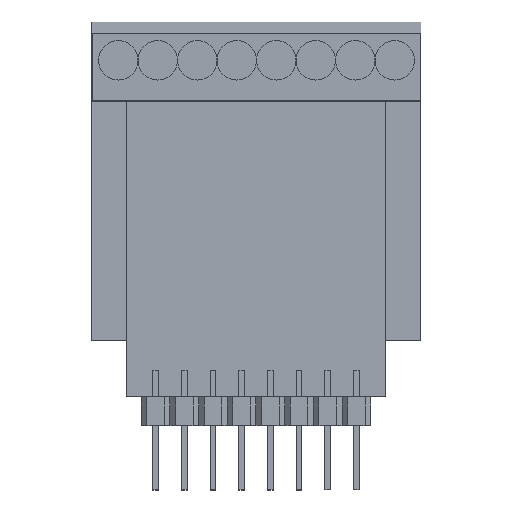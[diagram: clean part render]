
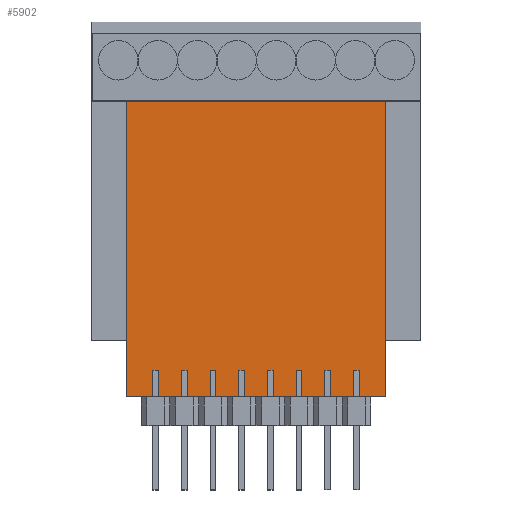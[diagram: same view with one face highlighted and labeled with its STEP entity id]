
A CAD part, top view. The second image highlights one B-rep face of the part: STEP entity #5902.
In plain terms, the highlighted planar face has unit normal (0, 0, 1).
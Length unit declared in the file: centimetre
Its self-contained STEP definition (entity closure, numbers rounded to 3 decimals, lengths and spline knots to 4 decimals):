
#474=VERTEX_POINT('',#7693);
#475=VERTEX_POINT('',#7695);
#485=VERTEX_POINT('',#7720);
#486=VERTEX_POINT('',#7722);
#489=VERTEX_POINT('',#7730);
#490=VERTEX_POINT('',#7736);
#491=VERTEX_POINT('',#7739);
#492=VERTEX_POINT('',#7741);
#1037=VECTOR('',#6575,1.);
#1050=VECTOR('',#6591,1.);
#1054=VECTOR('',#6596,1.);
#1057=VECTOR('',#6601,1.);
#1058=VECTOR('',#6602,1.);
#1059=VECTOR('',#6603,1.);
#1060=VECTOR('',#6604,1.);
#1061=VECTOR('',#6605,1.);
#1775=LINE('',#7694,#1037);
#1788=LINE('',#7721,#1050);
#1792=LINE('',#7729,#1054);
#1795=LINE('',#7735,#1057);
#1796=LINE('',#7737,#1058);
#1797=LINE('',#7738,#1059);
#1798=LINE('',#7740,#1060);
#1799=LINE('',#7742,#1061);
#2513=EDGE_CURVE('',#474,#475,#1775,.T.);
#2526=EDGE_CURVE('',#485,#486,#1788,.T.);
#2530=EDGE_CURVE('',#489,#475,#1792,.T.);
#2533=EDGE_CURVE('',#490,#489,#1795,.T.);
#2534=EDGE_CURVE('',#486,#474,#1796,.T.);
#2535=EDGE_CURVE('',#485,#491,#1797,.T.);
#2536=EDGE_CURVE('',#491,#492,#1798,.T.);
#2537=EDGE_CURVE('',#490,#492,#1799,.T.);
#3391=ORIENTED_EDGE('',*,*,#2533,.T.);
#3392=ORIENTED_EDGE('',*,*,#2530,.T.);
#3393=ORIENTED_EDGE('',*,*,#2513,.F.);
#3394=ORIENTED_EDGE('',*,*,#2534,.F.);
#3395=ORIENTED_EDGE('',*,*,#2526,.F.);
#3396=ORIENTED_EDGE('',*,*,#2535,.T.);
#3397=ORIENTED_EDGE('',*,*,#2536,.T.);
#3398=ORIENTED_EDGE('',*,*,#2537,.F.);
#5062=EDGE_LOOP('',(#3391,#3392,#3393,#3394,#3395,#3396,#3397,#3398));
#5482=FACE_BOUND('',#5062,.T.);
#5902=ADVANCED_FACE('',(#5482),#9292,.T.);
#6251=AXIS2_PLACEMENT_3D('',#7734,#6600,$);
#6575=DIRECTION('',(0.,-1.,0.));
#6591=DIRECTION('',(0.,1.,0.));
#6596=DIRECTION('',(1.,0.,0.));
#6600=DIRECTION('',(0.,0.,1.));
#6601=DIRECTION('',(0.,1.,0.));
#6602=DIRECTION('',(1.,0.,0.));
#6603=DIRECTION('',(1.,0.,0.));
#6604=DIRECTION('',(0.,-1.,0.));
#6605=DIRECTION('',(-1.,0.,0.));
#7693=CARTESIAN_POINT('',(1.46,3.32,0.0794));
#7694=CARTESIAN_POINT('',(1.46,0.,0.0794));
#7695=CARTESIAN_POINT('',(1.46,2.62,0.0794));
#7720=CARTESIAN_POINT('',(-1.46,2.62,0.0794));
#7721=CARTESIAN_POINT('',(-1.46,3.32,0.0794));
#7722=CARTESIAN_POINT('',(-1.46,3.32,0.0794));
#7729=CARTESIAN_POINT('',(0.6508,2.62,0.0794));
#7730=CARTESIAN_POINT('',(1.143,2.62,0.0794));
#7734=CARTESIAN_POINT('',(0.,1.66,0.0794));
#7735=CARTESIAN_POINT('',(1.143,0.955,0.0794));
#7736=CARTESIAN_POINT('',(1.143,0.,0.0794));
#7737=CARTESIAN_POINT('',(1.46,3.32,0.0794));
#7738=CARTESIAN_POINT('',(-0.6508,2.62,0.0794));
#7739=CARTESIAN_POINT('',(-1.143,2.62,0.0794));
#7740=CARTESIAN_POINT('',(-1.143,1.61,0.0794));
#7741=CARTESIAN_POINT('',(-1.143,0.,0.0794));
#7742=CARTESIAN_POINT('',(-1.46,0.,0.0794));
#9292=PLANE('',#6251);
